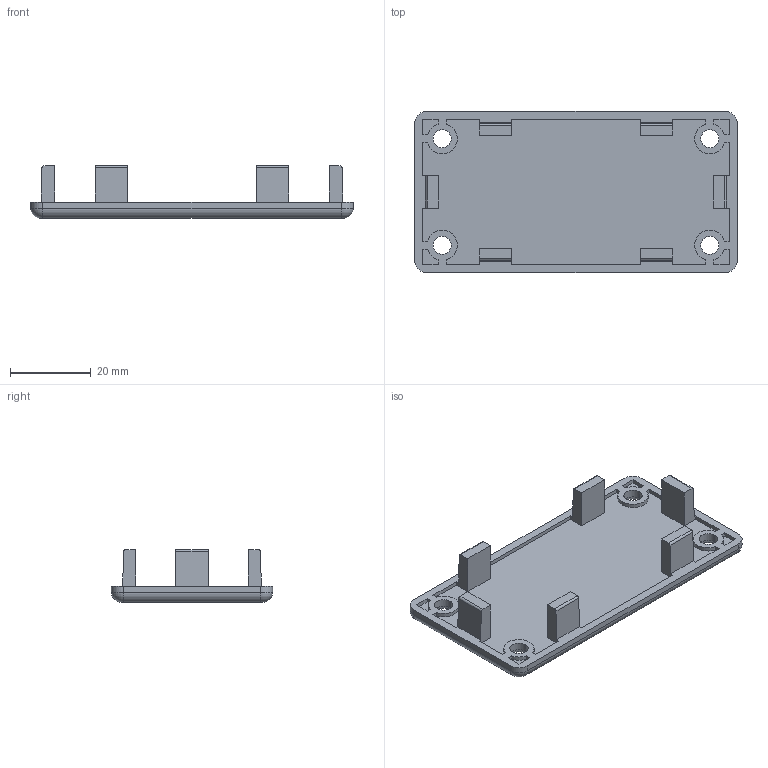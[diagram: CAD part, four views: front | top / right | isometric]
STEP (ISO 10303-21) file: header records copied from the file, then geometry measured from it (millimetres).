
FILE_DESCRIPTION(('STEP AP214'),'1');
FILE_NAME('fath_091194.stp','2017-09-06T22:25:42',('TraceParts'),('TraceParts S.A.'),'Spatial InterOp 3D',' ',' ');
FILE_SCHEMA(('automotive_design'));
Length unit declared in the file: millimetre
Products named in the file (1): fath_091194
Bounding box: 80 x 40 x 13 mm (x, y, z)
Volume: 10921.3 mm3; surface area: 8797.2 mm2
Topology: 1 solids, 1 shells, 125 faces, 334 edges, 220 vertices
Faces by surface type: plane 79, cylinder 42, torus 4
Entity records: 4933 total; most frequent: CARTESIAN_POINT 680, DIRECTION 674, ORIENTED_EDGE 668, EDGE_CURVE 334, LINE 246, VECTOR 246, VERTEX_POINT 220, AXIS2_PLACEMENT_3D 214
